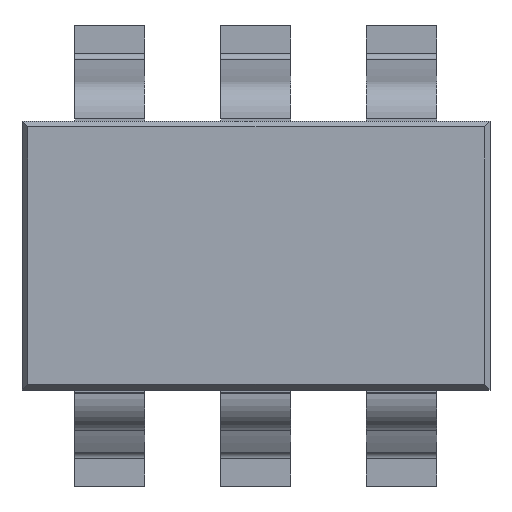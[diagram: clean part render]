
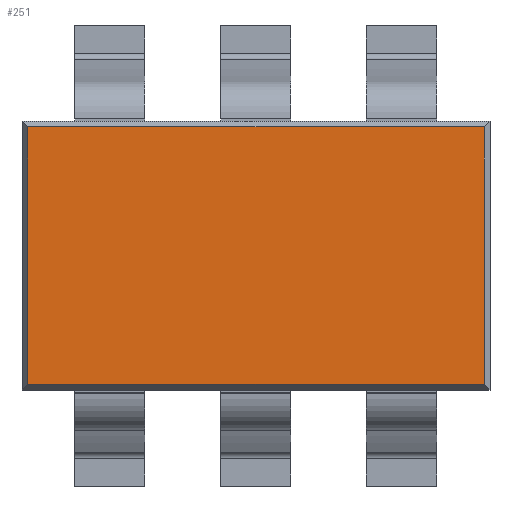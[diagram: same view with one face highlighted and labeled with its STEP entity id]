
A CAD part, top view. The second image highlights one B-rep face of the part: STEP entity #251.
In plain terms, the highlighted planar face has unit normal (0, 0, 1).
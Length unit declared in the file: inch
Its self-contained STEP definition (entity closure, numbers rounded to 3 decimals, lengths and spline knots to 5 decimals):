
#135 = ORIENTED_EDGE ( 'NONE', *, *, #1899, .T. ) ;
#222 = VECTOR ( 'NONE', #2082, 39.37008 ) ;
#251 = ADVANCED_FACE ( 'NONE', ( #1661 ), #3006, .T. ) ;
#490 = LINE ( 'NONE', #1028, #222 ) ;
#531 = VERTEX_POINT ( 'NONE', #2768 ) ;
#535 = ORIENTED_EDGE ( 'NONE', *, *, #1383, .T. ) ;
#882 = CARTESIAN_POINT ( 'NONE',  ( -0.0225, 0.0125, 0.05118 ) ) ;
#1028 = CARTESIAN_POINT ( 'NONE',  ( 0.0975, 0.01395, 0.05118 ) ) ;
#1201 = DIRECTION ( 'NONE',  ( 0., 0., 1. ) ) ;
#1352 = CARTESIAN_POINT ( 'NONE',  ( -0.02105, 0.0125, 0.05118 ) ) ;
#1383 = EDGE_CURVE ( 'NONE', #1632, #1390, #3394, .T. ) ;
#1390 = VERTEX_POINT ( 'NONE', #2566 ) ;
#1402 = DIRECTION ( 'NONE',  ( -1., 0., 0. ) ) ;
#1546 = VECTOR ( 'NONE', #3457, 39.37008 ) ;
#1588 = AXIS2_PLACEMENT_3D ( 'NONE', #882, #1201, #3263 ) ;
#1591 = VECTOR ( 'NONE', #1402, 39.37008 ) ;
#1632 = VERTEX_POINT ( 'NONE', #2445 ) ;
#1661 = FACE_OUTER_BOUND ( 'NONE', #2912, .T. ) ;
#1706 = CARTESIAN_POINT ( 'NONE',  ( -0.02105, 0.01395, 0.05118 ) ) ;
#1785 = DIRECTION ( 'NONE',  ( 0., 1., 0. ) ) ;
#1899 = EDGE_CURVE ( 'NONE', #2548, #1632, #490, .T. ) ;
#1944 = ORIENTED_EDGE ( 'NONE', *, *, #2402, .T. ) ;
#2014 = EDGE_CURVE ( 'NONE', #1390, #531, #3031, .T. ) ;
#2082 = DIRECTION ( 'NONE',  ( 1., 0., 0. ) ) ;
#2402 = EDGE_CURVE ( 'NONE', #531, #2548, #3175, .T. ) ;
#2445 = CARTESIAN_POINT ( 'NONE',  ( 0.09605, 0.01395, 0.05118 ) ) ;
#2548 = VERTEX_POINT ( 'NONE', #1706 ) ;
#2566 = CARTESIAN_POINT ( 'NONE',  ( 0.09605, 0.07994, 0.05118 ) ) ;
#2727 = CARTESIAN_POINT ( 'NONE',  ( -0.0225, 0.07994, 0.05118 ) ) ;
#2768 = CARTESIAN_POINT ( 'NONE',  ( -0.02105, 0.07994, 0.05118 ) ) ;
#2832 = ORIENTED_EDGE ( 'NONE', *, *, #2014, .T. ) ;
#2912 = EDGE_LOOP ( 'NONE', ( #2832, #1944, #135, #535 ) ) ;
#3006 = PLANE ( 'NONE',  #1588 ) ;
#3031 = LINE ( 'NONE', #2727, #1591 ) ;
#3175 = LINE ( 'NONE', #1352, #1546 ) ;
#3263 = DIRECTION ( 'NONE',  ( 1., 0., 0. ) ) ;
#3359 = CARTESIAN_POINT ( 'NONE',  ( 0.09605, 0.0814, 0.05118 ) ) ;
#3389 = VECTOR ( 'NONE', #1785, 39.37008 ) ;
#3394 = LINE ( 'NONE', #3359, #3389 ) ;
#3457 = DIRECTION ( 'NONE',  ( 0., -1., 0. ) ) ;
